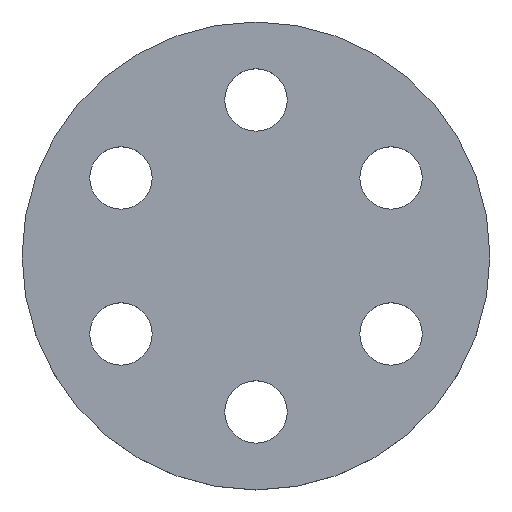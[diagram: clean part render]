
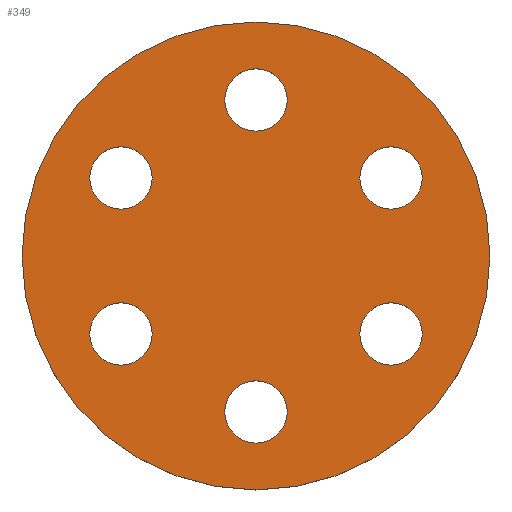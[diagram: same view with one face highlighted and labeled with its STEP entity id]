
A CAD part, top view. The second image highlights one B-rep face of the part: STEP entity #349.
In plain terms, the highlighted planar face has unit normal (0, 0, 1).
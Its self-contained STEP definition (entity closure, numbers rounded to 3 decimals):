
#35 = VERTEX_POINT('',#36);
#36 = CARTESIAN_POINT('',(15.,0.,13.));
#43 = CYLINDRICAL_SURFACE('',#44,15.);
#44 = AXIS2_PLACEMENT_3D('',#45,#46,#47);
#45 = CARTESIAN_POINT('',(0.,0.,10.));
#46 = DIRECTION('',(-0.,-0.,-1.));
#47 = DIRECTION('',(1.,0.,0.));
#62 = EDGE_CURVE('',#35,#35,#63,.T.);
#63 = SURFACE_CURVE('',#64,(#69,#76),.PCURVE_S1.);
#64 = CIRCLE('',#65,15.);
#65 = AXIS2_PLACEMENT_3D('',#66,#67,#68);
#66 = CARTESIAN_POINT('',(0.,0.,13.));
#67 = DIRECTION('',(0.,0.,1.));
#68 = DIRECTION('',(1.,0.,0.));
#69 = PCURVE('',#43,#70);
#70 = DEFINITIONAL_REPRESENTATION('',(#71),#75);
#71 = LINE('',#72,#73);
#72 = CARTESIAN_POINT('',(-0.,-3.));
#73 = VECTOR('',#74,1.);
#74 = DIRECTION('',(-1.,0.));
#75 = ( GEOMETRIC_REPRESENTATION_CONTEXT(2) 
PARAMETRIC_REPRESENTATION_CONTEXT() REPRESENTATION_CONTEXT('2D SPACE',''
  ) );
#76 = PCURVE('',#77,#82);
#77 = PLANE('',#78);
#78 = AXIS2_PLACEMENT_3D('',#79,#80,#81);
#79 = CARTESIAN_POINT('',(15.,0.,13.));
#80 = DIRECTION('',(0.,0.,-1.));
#81 = DIRECTION('',(-1.,0.,0.));
#82 = DEFINITIONAL_REPRESENTATION('',(#83),#91);
#83 = ( BOUNDED_CURVE() B_SPLINE_CURVE(2,(#84,#85,#86,#87,#88,#89,#90),
.UNSPECIFIED.,.F.,.F.) B_SPLINE_CURVE_WITH_KNOTS((1,2,2,2,2,1),(
    -2.094,0.,2.094,4.189,6.283,
8.378),.UNSPECIFIED.) CURVE() GEOMETRIC_REPRESENTATION_ITEM() 
RATIONAL_B_SPLINE_CURVE((1.,0.5,1.,0.5,1.,0.5,1.)) REPRESENTATION_ITEM(
  '') );
#84 = CARTESIAN_POINT('',(0.,0.));
#85 = CARTESIAN_POINT('',(0.,25.981));
#86 = CARTESIAN_POINT('',(22.5,12.99));
#87 = CARTESIAN_POINT('',(45.,0.));
#88 = CARTESIAN_POINT('',(22.5,-12.99));
#89 = CARTESIAN_POINT('',(0.,-25.981));
#90 = CARTESIAN_POINT('',(0.,0.));
#91 = ( GEOMETRIC_REPRESENTATION_CONTEXT(2) 
PARAMETRIC_REPRESENTATION_CONTEXT() REPRESENTATION_CONTEXT('2D SPACE',''
  ) );
#148 = CYLINDRICAL_SURFACE('',#149,2.);
#149 = AXIS2_PLACEMENT_3D('',#150,#151,#152);
#150 = CARTESIAN_POINT('',(-8.66,-5.,0.));
#151 = DIRECTION('',(0.,0.,-1.));
#152 = DIRECTION('',(0.5,-0.866,0.));
#179 = CYLINDRICAL_SURFACE('',#180,2.);
#180 = AXIS2_PLACEMENT_3D('',#181,#182,#183);
#181 = CARTESIAN_POINT('',(-8.66,5.,0.));
#182 = DIRECTION('',(-0.,-0.,-1.));
#183 = DIRECTION('',(-0.5,-0.866,0.));
#210 = CYLINDRICAL_SURFACE('',#211,2.);
#211 = AXIS2_PLACEMENT_3D('',#212,#213,#214);
#212 = CARTESIAN_POINT('',(8.66,5.,0.));
#213 = DIRECTION('',(-0.,-0.,-1.));
#214 = DIRECTION('',(-0.5,0.866,0.));
#241 = CYLINDRICAL_SURFACE('',#242,2.);
#242 = AXIS2_PLACEMENT_3D('',#243,#244,#245);
#243 = CARTESIAN_POINT('',(8.66,-5.,0.));
#244 = DIRECTION('',(0.,0.,-1.));
#245 = DIRECTION('',(0.5,0.866,0.));
#307 = CYLINDRICAL_SURFACE('',#308,2.);
#308 = AXIS2_PLACEMENT_3D('',#309,#310,#311);
#309 = CARTESIAN_POINT('',(0.,10.,0.));
#310 = DIRECTION('',(-0.,-0.,-1.));
#311 = DIRECTION('',(-1.,0.,0.));
#338 = CYLINDRICAL_SURFACE('',#339,2.);
#339 = AXIS2_PLACEMENT_3D('',#340,#341,#342);
#340 = CARTESIAN_POINT('',(0.,-10.,0.));
#341 = DIRECTION('',(-0.,-0.,-1.));
#342 = DIRECTION('',(1.,0.,0.));
#349 = ADVANCED_FACE('',(#350,#353,#379,#405,#431,#457,#483),#77,.F.);
#350 = FACE_BOUND('',#351,.F.);
#351 = EDGE_LOOP('',(#352));
#352 = ORIENTED_EDGE('',*,*,#62,.F.);
#353 = FACE_BOUND('',#354,.F.);
#354 = EDGE_LOOP('',(#355));
#355 = ORIENTED_EDGE('',*,*,#356,.F.);
#356 = EDGE_CURVE('',#357,#357,#359,.T.);
#357 = VERTEX_POINT('',#358);
#358 = CARTESIAN_POINT('',(2.,-10.,13.));
#359 = SURFACE_CURVE('',#360,(#365,#372),.PCURVE_S1.);
#360 = CIRCLE('',#361,2.);
#361 = AXIS2_PLACEMENT_3D('',#362,#363,#364);
#362 = CARTESIAN_POINT('',(0.,-10.,13.));
#363 = DIRECTION('',(0.,0.,-1.));
#364 = DIRECTION('',(1.,0.,0.));
#365 = PCURVE('',#77,#366);
#366 = DEFINITIONAL_REPRESENTATION('',(#367),#371);
#367 = CIRCLE('',#368,2.);
#368 = AXIS2_PLACEMENT_2D('',#369,#370);
#369 = CARTESIAN_POINT('',(15.,-10.));
#370 = DIRECTION('',(-1.,0.));
#371 = ( GEOMETRIC_REPRESENTATION_CONTEXT(2) 
PARAMETRIC_REPRESENTATION_CONTEXT() REPRESENTATION_CONTEXT('2D SPACE',''
  ) );
#372 = PCURVE('',#338,#373);
#373 = DEFINITIONAL_REPRESENTATION('',(#374),#378);
#374 = LINE('',#375,#376);
#375 = CARTESIAN_POINT('',(-6.283,-13.));
#376 = VECTOR('',#377,1.);
#377 = DIRECTION('',(1.,-0.));
#378 = ( GEOMETRIC_REPRESENTATION_CONTEXT(2) 
PARAMETRIC_REPRESENTATION_CONTEXT() REPRESENTATION_CONTEXT('2D SPACE',''
  ) );
#379 = FACE_BOUND('',#380,.F.);
#380 = EDGE_LOOP('',(#381));
#381 = ORIENTED_EDGE('',*,*,#382,.F.);
#382 = EDGE_CURVE('',#383,#383,#385,.T.);
#383 = VERTEX_POINT('',#384);
#384 = CARTESIAN_POINT('',(-7.66,-6.732,13.));
#385 = SURFACE_CURVE('',#386,(#391,#398),.PCURVE_S1.);
#386 = CIRCLE('',#387,2.);
#387 = AXIS2_PLACEMENT_3D('',#388,#389,#390);
#388 = CARTESIAN_POINT('',(-8.66,-5.,13.));
#389 = DIRECTION('',(0.,0.,-1.));
#390 = DIRECTION('',(0.5,-0.866,0.));
#391 = PCURVE('',#77,#392);
#392 = DEFINITIONAL_REPRESENTATION('',(#393),#397);
#393 = CIRCLE('',#394,2.);
#394 = AXIS2_PLACEMENT_2D('',#395,#396);
#395 = CARTESIAN_POINT('',(23.66,-5.));
#396 = DIRECTION('',(-0.5,-0.866));
#397 = ( GEOMETRIC_REPRESENTATION_CONTEXT(2) 
PARAMETRIC_REPRESENTATION_CONTEXT() REPRESENTATION_CONTEXT('2D SPACE',''
  ) );
#398 = PCURVE('',#148,#399);
#399 = DEFINITIONAL_REPRESENTATION('',(#400),#404);
#400 = LINE('',#401,#402);
#401 = CARTESIAN_POINT('',(-6.283,-13.));
#402 = VECTOR('',#403,1.);
#403 = DIRECTION('',(1.,-0.));
#404 = ( GEOMETRIC_REPRESENTATION_CONTEXT(2) 
PARAMETRIC_REPRESENTATION_CONTEXT() REPRESENTATION_CONTEXT('2D SPACE',''
  ) );
#405 = FACE_BOUND('',#406,.F.);
#406 = EDGE_LOOP('',(#407));
#407 = ORIENTED_EDGE('',*,*,#408,.F.);
#408 = EDGE_CURVE('',#409,#409,#411,.T.);
#409 = VERTEX_POINT('',#410);
#410 = CARTESIAN_POINT('',(9.66,-3.268,13.));
#411 = SURFACE_CURVE('',#412,(#417,#424),.PCURVE_S1.);
#412 = CIRCLE('',#413,2.);
#413 = AXIS2_PLACEMENT_3D('',#414,#415,#416);
#414 = CARTESIAN_POINT('',(8.66,-5.,13.));
#415 = DIRECTION('',(0.,0.,-1.));
#416 = DIRECTION('',(0.5,0.866,0.));
#417 = PCURVE('',#77,#418);
#418 = DEFINITIONAL_REPRESENTATION('',(#419),#423);
#419 = CIRCLE('',#420,2.);
#420 = AXIS2_PLACEMENT_2D('',#421,#422);
#421 = CARTESIAN_POINT('',(6.34,-5.));
#422 = DIRECTION('',(-0.5,0.866));
#423 = ( GEOMETRIC_REPRESENTATION_CONTEXT(2) 
PARAMETRIC_REPRESENTATION_CONTEXT() REPRESENTATION_CONTEXT('2D SPACE',''
  ) );
#424 = PCURVE('',#241,#425);
#425 = DEFINITIONAL_REPRESENTATION('',(#426),#430);
#426 = LINE('',#427,#428);
#427 = CARTESIAN_POINT('',(-6.283,-13.));
#428 = VECTOR('',#429,1.);
#429 = DIRECTION('',(1.,-0.));
#430 = ( GEOMETRIC_REPRESENTATION_CONTEXT(2) 
PARAMETRIC_REPRESENTATION_CONTEXT() REPRESENTATION_CONTEXT('2D SPACE',''
  ) );
#431 = FACE_BOUND('',#432,.F.);
#432 = EDGE_LOOP('',(#433));
#433 = ORIENTED_EDGE('',*,*,#434,.F.);
#434 = EDGE_CURVE('',#435,#435,#437,.T.);
#435 = VERTEX_POINT('',#436);
#436 = CARTESIAN_POINT('',(-2.,10.,13.));
#437 = SURFACE_CURVE('',#438,(#443,#450),.PCURVE_S1.);
#438 = CIRCLE('',#439,2.);
#439 = AXIS2_PLACEMENT_3D('',#440,#441,#442);
#440 = CARTESIAN_POINT('',(0.,10.,13.));
#441 = DIRECTION('',(0.,0.,-1.));
#442 = DIRECTION('',(-1.,0.,0.));
#443 = PCURVE('',#77,#444);
#444 = DEFINITIONAL_REPRESENTATION('',(#445),#449);
#445 = CIRCLE('',#446,2.);
#446 = AXIS2_PLACEMENT_2D('',#447,#448);
#447 = CARTESIAN_POINT('',(15.,10.));
#448 = DIRECTION('',(1.,0.));
#449 = ( GEOMETRIC_REPRESENTATION_CONTEXT(2) 
PARAMETRIC_REPRESENTATION_CONTEXT() REPRESENTATION_CONTEXT('2D SPACE',''
  ) );
#450 = PCURVE('',#307,#451);
#451 = DEFINITIONAL_REPRESENTATION('',(#452),#456);
#452 = LINE('',#453,#454);
#453 = CARTESIAN_POINT('',(-6.283,-13.));
#454 = VECTOR('',#455,1.);
#455 = DIRECTION('',(1.,-0.));
#456 = ( GEOMETRIC_REPRESENTATION_CONTEXT(2) 
PARAMETRIC_REPRESENTATION_CONTEXT() REPRESENTATION_CONTEXT('2D SPACE',''
  ) );
#457 = FACE_BOUND('',#458,.F.);
#458 = EDGE_LOOP('',(#459));
#459 = ORIENTED_EDGE('',*,*,#460,.F.);
#460 = EDGE_CURVE('',#461,#461,#463,.T.);
#461 = VERTEX_POINT('',#462);
#462 = CARTESIAN_POINT('',(7.66,6.732,13.));
#463 = SURFACE_CURVE('',#464,(#469,#476),.PCURVE_S1.);
#464 = CIRCLE('',#465,2.);
#465 = AXIS2_PLACEMENT_3D('',#466,#467,#468);
#466 = CARTESIAN_POINT('',(8.66,5.,13.));
#467 = DIRECTION('',(0.,0.,-1.));
#468 = DIRECTION('',(-0.5,0.866,0.));
#469 = PCURVE('',#77,#470);
#470 = DEFINITIONAL_REPRESENTATION('',(#471),#475);
#471 = CIRCLE('',#472,2.);
#472 = AXIS2_PLACEMENT_2D('',#473,#474);
#473 = CARTESIAN_POINT('',(6.34,5.));
#474 = DIRECTION('',(0.5,0.866));
#475 = ( GEOMETRIC_REPRESENTATION_CONTEXT(2) 
PARAMETRIC_REPRESENTATION_CONTEXT() REPRESENTATION_CONTEXT('2D SPACE',''
  ) );
#476 = PCURVE('',#210,#477);
#477 = DEFINITIONAL_REPRESENTATION('',(#478),#482);
#478 = LINE('',#479,#480);
#479 = CARTESIAN_POINT('',(-6.283,-13.));
#480 = VECTOR('',#481,1.);
#481 = DIRECTION('',(1.,-0.));
#482 = ( GEOMETRIC_REPRESENTATION_CONTEXT(2) 
PARAMETRIC_REPRESENTATION_CONTEXT() REPRESENTATION_CONTEXT('2D SPACE',''
  ) );
#483 = FACE_BOUND('',#484,.F.);
#484 = EDGE_LOOP('',(#485));
#485 = ORIENTED_EDGE('',*,*,#486,.F.);
#486 = EDGE_CURVE('',#487,#487,#489,.T.);
#487 = VERTEX_POINT('',#488);
#488 = CARTESIAN_POINT('',(-9.66,3.268,13.));
#489 = SURFACE_CURVE('',#490,(#495,#502),.PCURVE_S1.);
#490 = CIRCLE('',#491,2.);
#491 = AXIS2_PLACEMENT_3D('',#492,#493,#494);
#492 = CARTESIAN_POINT('',(-8.66,5.,13.));
#493 = DIRECTION('',(-0.,0.,-1.));
#494 = DIRECTION('',(-0.5,-0.866,0.));
#495 = PCURVE('',#77,#496);
#496 = DEFINITIONAL_REPRESENTATION('',(#497),#501);
#497 = CIRCLE('',#498,2.);
#498 = AXIS2_PLACEMENT_2D('',#499,#500);
#499 = CARTESIAN_POINT('',(23.66,5.));
#500 = DIRECTION('',(0.5,-0.866));
#501 = ( GEOMETRIC_REPRESENTATION_CONTEXT(2) 
PARAMETRIC_REPRESENTATION_CONTEXT() REPRESENTATION_CONTEXT('2D SPACE',''
  ) );
#502 = PCURVE('',#179,#503);
#503 = DEFINITIONAL_REPRESENTATION('',(#504),#508);
#504 = LINE('',#505,#506);
#505 = CARTESIAN_POINT('',(-6.283,-13.));
#506 = VECTOR('',#507,1.);
#507 = DIRECTION('',(1.,-0.));
#508 = ( GEOMETRIC_REPRESENTATION_CONTEXT(2) 
PARAMETRIC_REPRESENTATION_CONTEXT() REPRESENTATION_CONTEXT('2D SPACE',''
  ) );
